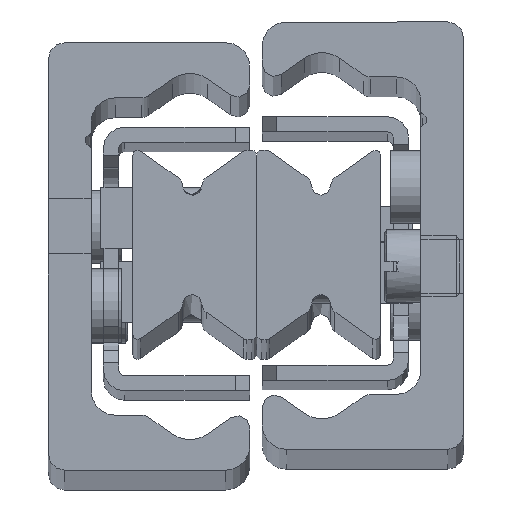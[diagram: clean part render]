
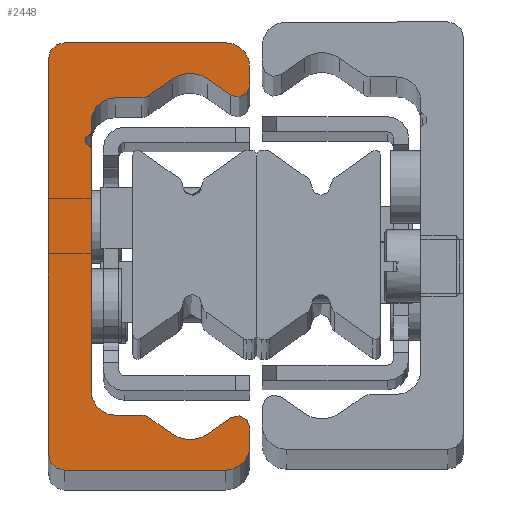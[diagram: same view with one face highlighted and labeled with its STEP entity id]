
A CAD part, top view. The second image highlights one B-rep face of the part: STEP entity #2448.
In plain terms, the highlighted planar face has unit normal (0, 0, 1).
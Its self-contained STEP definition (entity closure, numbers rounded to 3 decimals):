
#1388=CARTESIAN_POINT('',(1.299,0.,930.0));
#1389=VERTEX_POINT('',#1388);
#1390=CARTESIAN_POINT('',(-0.001,1.3,930.0));
#1391=VERTEX_POINT('',#1390);
#1392=CARTESIAN_POINT('',(1.299,1.3,930.0));
#1393=DIRECTION('',(0.0,0.0,-1.0));
#1394=DIRECTION('',(-1.0,0.0,0.0));
#1395=AXIS2_PLACEMENT_3D('',#1392,#1393,#1394);
#1396=CIRCLE('',#1395,1.3);
#1397=EDGE_CURVE('',#1389,#1391,#1396,.T.);
#1430=CARTESIAN_POINT('',(-0.001,33.7,930.0));
#1431=VERTEX_POINT('',#1430);
#1432=CARTESIAN_POINT('',(-0.001,1.3,930.0));
#1433=DIRECTION('',(0.0,1.0,0.0));
#1434=VECTOR('',#1433,32.4);
#1435=LINE('',#1432,#1434);
#1436=EDGE_CURVE('',#1391,#1431,#1435,.T.);
#1509=CARTESIAN_POINT('',(1.299,35.0,930.0));
#1510=VERTEX_POINT('',#1509);
#1511=CARTESIAN_POINT('',(1.299,33.7,930.0));
#1512=DIRECTION('',(0.0,0.0,-1.0));
#1513=DIRECTION('',(0.0,1.0,0.0));
#1514=AXIS2_PLACEMENT_3D('',#1511,#1512,#1513);
#1515=CIRCLE('',#1514,1.3);
#1516=EDGE_CURVE('',#1431,#1510,#1515,.T.);
#1542=CARTESIAN_POINT('',(14.499,35.0,930.0));
#1543=VERTEX_POINT('',#1542);
#1544=CARTESIAN_POINT('',(1.299,35.0,930.0));
#1545=DIRECTION('',(1.0,0.0,0.0));
#1546=VECTOR('',#1545,13.2);
#1547=LINE('',#1544,#1546);
#1548=EDGE_CURVE('',#1510,#1543,#1547,.T.);
#1573=CARTESIAN_POINT('',(16.499,33.0,930.0));
#1574=VERTEX_POINT('',#1573);
#1575=CARTESIAN_POINT('',(14.499,33.0,930.0));
#1576=DIRECTION('',(0.0,0.0,-1.0));
#1577=DIRECTION('',(1.0,0.0,0.0));
#1578=AXIS2_PLACEMENT_3D('',#1575,#1576,#1577);
#1579=CIRCLE('',#1578,2.0);
#1580=EDGE_CURVE('',#1543,#1574,#1579,.T.);
#1606=CARTESIAN_POINT('',(16.499,31.542,930.0));
#1607=VERTEX_POINT('',#1606);
#1608=CARTESIAN_POINT('',(16.499,33.0,930.0));
#1609=DIRECTION('',(0.0,-1.0,0.0));
#1610=VECTOR('',#1609,1.458);
#1611=LINE('',#1608,#1610);
#1612=EDGE_CURVE('',#1574,#1607,#1611,.T.);
#1637=CARTESIAN_POINT('',(14.926,30.723,930.0));
#1638=VERTEX_POINT('',#1637);
#1639=CARTESIAN_POINT('',(15.499,31.542,930.0));
#1640=DIRECTION('',(0.0,0.0,-1.0));
#1641=DIRECTION('',(-0.574,-0.819,0.0));
#1642=AXIS2_PLACEMENT_3D('',#1639,#1640,#1641);
#1643=CIRCLE('',#1642,1.);
#1644=EDGE_CURVE('',#1607,#1638,#1643,.T.);
#1670=CARTESIAN_POINT('',(13.033,32.048,930.0));
#1671=VERTEX_POINT('',#1670);
#1672=CARTESIAN_POINT('',(14.926,30.723,930.0));
#1673=DIRECTION('',(-0.819,0.574,0.0));
#1674=VECTOR('',#1673,2.31);
#1675=LINE('',#1672,#1674);
#1676=EDGE_CURVE('',#1638,#1671,#1675,.T.);
#1701=CARTESIAN_POINT('',(10.165,32.048,930.0));
#1702=VERTEX_POINT('',#1701);
#1703=CARTESIAN_POINT('',(11.599,30.0,930.0));
#1704=DIRECTION('',(0.0,0.0,1.));
#1705=DIRECTION('',(-0.574,-0.819,0.0));
#1706=AXIS2_PLACEMENT_3D('',#1703,#1704,#1705);
#1707=CIRCLE('',#1706,2.5);
#1708=EDGE_CURVE('',#1671,#1702,#1707,.T.);
#1734=CARTESIAN_POINT('',(8.213,30.681,930.0));
#1735=VERTEX_POINT('',#1734);
#1736=CARTESIAN_POINT('',(10.165,32.048,930.0));
#1737=DIRECTION('',(-0.819,-0.574,0.0));
#1738=VECTOR('',#1737,2.383);
#1739=LINE('',#1736,#1738);
#1740=EDGE_CURVE('',#1702,#1735,#1739,.T.);
#1765=CARTESIAN_POINT('',(7.64,30.5,930.0));
#1766=VERTEX_POINT('',#1765);
#1767=CARTESIAN_POINT('',(7.64,31.5,930.0));
#1768=DIRECTION('',(0.0,0.0,-1.0));
#1769=DIRECTION('',(0.0,-1.0,0.0));
#1770=AXIS2_PLACEMENT_3D('',#1767,#1768,#1769);
#1771=CIRCLE('',#1770,1.);
#1772=EDGE_CURVE('',#1735,#1766,#1771,.T.);
#1798=CARTESIAN_POINT('',(5.499,30.5,930.0));
#1799=VERTEX_POINT('',#1798);
#1800=CARTESIAN_POINT('',(7.64,30.5,930.0));
#1801=DIRECTION('',(-1.0,0.0,0.0));
#1802=VECTOR('',#1801,2.14);
#1803=LINE('',#1800,#1802);
#1804=EDGE_CURVE('',#1766,#1799,#1803,.T.);
#1829=CARTESIAN_POINT('',(3.499,28.5,930.0));
#1830=VERTEX_POINT('',#1829);
#1831=CARTESIAN_POINT('',(5.499,28.5,930.0));
#1832=DIRECTION('',(0.0,0.0,1.0));
#1833=DIRECTION('',(0.0,-1.0,0.0));
#1834=AXIS2_PLACEMENT_3D('',#1831,#1832,#1833);
#1835=CIRCLE('',#1834,2.0);
#1836=EDGE_CURVE('',#1799,#1830,#1835,.T.);
#1862=CARTESIAN_POINT('',(3.499,27.671,930.0));
#1863=VERTEX_POINT('',#1862);
#1864=CARTESIAN_POINT('',(3.499,28.5,930.0));
#1865=DIRECTION('',(0.0,-1.0,0.0));
#1866=VECTOR('',#1865,0.829);
#1867=LINE('',#1864,#1866);
#1868=EDGE_CURVE('',#1830,#1863,#1867,.T.);
#1893=CARTESIAN_POINT('',(3.357,27.479,930.0));
#1894=VERTEX_POINT('',#1893);
#1895=CARTESIAN_POINT('',(3.299,27.671,930.0));
#1896=DIRECTION('',(0.0,0.0,-1.0));
#1897=DIRECTION('',(0.286,-0.958,0.0));
#1898=AXIS2_PLACEMENT_3D('',#1895,#1896,#1897);
#1899=CIRCLE('',#1898,0.2);
#1900=EDGE_CURVE('',#1863,#1894,#1899,.T.);
#1926=CARTESIAN_POINT('',(3.357,26.521,930.0));
#1927=VERTEX_POINT('',#1926);
#1928=CARTESIAN_POINT('',(3.499,27.0,930.0));
#1929=DIRECTION('',(0.0,0.0,1.));
#1930=DIRECTION('',(0.286,-0.958,0.0));
#1931=AXIS2_PLACEMENT_3D('',#1928,#1929,#1930);
#1932=CIRCLE('',#1931,0.5);
#1933=EDGE_CURVE('',#1894,#1927,#1932,.T.);
#1959=CARTESIAN_POINT('',(3.499,26.329,930.0));
#1960=VERTEX_POINT('',#1959);
#1961=CARTESIAN_POINT('',(3.299,26.329,930.0));
#1962=DIRECTION('',(0.0,0.0,-1.0));
#1963=DIRECTION('',(1.0,0.0,0.0));
#1964=AXIS2_PLACEMENT_3D('',#1961,#1962,#1963);
#1965=CIRCLE('',#1964,0.2);
#1966=EDGE_CURVE('',#1927,#1960,#1965,.T.);
#1992=CARTESIAN_POINT('',(3.499,6.5,930.0));
#1993=VERTEX_POINT('',#1992);
#1994=CARTESIAN_POINT('',(3.499,26.329,930.0));
#1995=DIRECTION('',(0.0,-1.0,0.0));
#1996=VECTOR('',#1995,19.829);
#1997=LINE('',#1994,#1996);
#1998=EDGE_CURVE('',#1960,#1993,#1997,.T.);
#2071=CARTESIAN_POINT('',(5.499,4.5,930.0));
#2072=VERTEX_POINT('',#2071);
#2073=CARTESIAN_POINT('',(5.499,6.5,930.0));
#2074=DIRECTION('',(0.0,0.0,1.0));
#2075=DIRECTION('',(1.0,0.0,0.0));
#2076=AXIS2_PLACEMENT_3D('',#2073,#2074,#2075);
#2077=CIRCLE('',#2076,2.0);
#2078=EDGE_CURVE('',#1993,#2072,#2077,.T.);
#2104=CARTESIAN_POINT('',(7.64,4.5,930.0));
#2105=VERTEX_POINT('',#2104);
#2106=CARTESIAN_POINT('',(5.499,4.5,930.0));
#2107=DIRECTION('',(1.0,0.0,0.0));
#2108=VECTOR('',#2107,2.14);
#2109=LINE('',#2106,#2108);
#2110=EDGE_CURVE('',#2072,#2105,#2109,.T.);
#2135=CARTESIAN_POINT('',(8.213,4.319,930.0));
#2136=VERTEX_POINT('',#2135);
#2137=CARTESIAN_POINT('',(7.64,3.5,930.0));
#2138=DIRECTION('',(0.0,0.0,-1.0));
#2139=DIRECTION('',(0.574,0.819,0.0));
#2140=AXIS2_PLACEMENT_3D('',#2137,#2138,#2139);
#2141=CIRCLE('',#2140,1.);
#2142=EDGE_CURVE('',#2105,#2136,#2141,.T.);
#2168=CARTESIAN_POINT('',(10.165,2.952,930.0));
#2169=VERTEX_POINT('',#2168);
#2170=CARTESIAN_POINT('',(8.213,4.319,930.0));
#2171=DIRECTION('',(0.819,-0.574,0.0));
#2172=VECTOR('',#2171,2.383);
#2173=LINE('',#2170,#2172);
#2174=EDGE_CURVE('',#2136,#2169,#2173,.T.);
#2199=CARTESIAN_POINT('',(13.033,2.952,930.0));
#2200=VERTEX_POINT('',#2199);
#2201=CARTESIAN_POINT('',(11.599,5.,930.0));
#2202=DIRECTION('',(0.0,0.0,1.));
#2203=DIRECTION('',(0.574,0.819,0.0));
#2204=AXIS2_PLACEMENT_3D('',#2201,#2202,#2203);
#2205=CIRCLE('',#2204,2.5);
#2206=EDGE_CURVE('',#2169,#2200,#2205,.T.);
#2232=CARTESIAN_POINT('',(14.926,4.277,930.0));
#2233=VERTEX_POINT('',#2232);
#2234=CARTESIAN_POINT('',(13.033,2.952,930.0));
#2235=DIRECTION('',(0.819,0.574,0.0));
#2236=VECTOR('',#2235,2.31);
#2237=LINE('',#2234,#2236);
#2238=EDGE_CURVE('',#2200,#2233,#2237,.T.);
#2263=CARTESIAN_POINT('',(16.499,3.458,930.0));
#2264=VERTEX_POINT('',#2263);
#2265=CARTESIAN_POINT('',(15.499,3.458,930.0));
#2266=DIRECTION('',(0.0,0.0,-1.0));
#2267=DIRECTION('',(1.0,0.0,0.0));
#2268=AXIS2_PLACEMENT_3D('',#2265,#2266,#2267);
#2269=CIRCLE('',#2268,1.);
#2270=EDGE_CURVE('',#2233,#2264,#2269,.T.);
#2296=CARTESIAN_POINT('',(16.499,2.,930.0));
#2297=VERTEX_POINT('',#2296);
#2298=CARTESIAN_POINT('',(16.499,3.458,930.0));
#2299=DIRECTION('',(0.0,-1.0,0.0));
#2300=VECTOR('',#2299,1.458);
#2301=LINE('',#2298,#2300);
#2302=EDGE_CURVE('',#2264,#2297,#2301,.T.);
#2327=CARTESIAN_POINT('',(14.499,0.,930.0));
#2328=VERTEX_POINT('',#2327);
#2329=CARTESIAN_POINT('',(14.499,2.,930.0));
#2330=DIRECTION('',(0.0,0.0,-1.0));
#2331=DIRECTION('',(0.0,-1.0,0.0));
#2332=AXIS2_PLACEMENT_3D('',#2329,#2330,#2331);
#2333=CIRCLE('',#2332,2.0);
#2334=EDGE_CURVE('',#2297,#2328,#2333,.T.);
#2360=CARTESIAN_POINT('',(14.499,0.,930.0));
#2361=DIRECTION('',(-1.0,0.0,0.0));
#2362=VECTOR('',#2361,13.2);
#2363=LINE('',#2360,#2362);
#2364=EDGE_CURVE('',#2328,#1389,#2363,.T.);
#2413=CARTESIAN_POINT('',(5.933,17.534,930.0));
#2414=DIRECTION('',(0.0,0.0,1.0));
#2415=DIRECTION('',(1.0,0.0,0.0));
#2416=AXIS2_PLACEMENT_3D('',#2413,#2414,#2415);
#2417=PLANE('',#2416);
#2418=ORIENTED_EDGE('',*,*,#1397,.F.);
#2419=ORIENTED_EDGE('',*,*,#2364,.F.);
#2420=ORIENTED_EDGE('',*,*,#2334,.F.);
#2421=ORIENTED_EDGE('',*,*,#2302,.F.);
#2422=ORIENTED_EDGE('',*,*,#2270,.F.);
#2423=ORIENTED_EDGE('',*,*,#2238,.F.);
#2424=ORIENTED_EDGE('',*,*,#2206,.F.);
#2425=ORIENTED_EDGE('',*,*,#2174,.F.);
#2426=ORIENTED_EDGE('',*,*,#2142,.F.);
#2427=ORIENTED_EDGE('',*,*,#2110,.F.);
#2428=ORIENTED_EDGE('',*,*,#2078,.F.);
#2429=ORIENTED_EDGE('',*,*,#1998,.F.);
#2430=ORIENTED_EDGE('',*,*,#1966,.F.);
#2431=ORIENTED_EDGE('',*,*,#1933,.F.);
#2432=ORIENTED_EDGE('',*,*,#1900,.F.);
#2433=ORIENTED_EDGE('',*,*,#1868,.F.);
#2434=ORIENTED_EDGE('',*,*,#1836,.F.);
#2435=ORIENTED_EDGE('',*,*,#1804,.F.);
#2436=ORIENTED_EDGE('',*,*,#1772,.F.);
#2437=ORIENTED_EDGE('',*,*,#1740,.F.);
#2438=ORIENTED_EDGE('',*,*,#1708,.F.);
#2439=ORIENTED_EDGE('',*,*,#1676,.F.);
#2440=ORIENTED_EDGE('',*,*,#1644,.F.);
#2441=ORIENTED_EDGE('',*,*,#1612,.F.);
#2442=ORIENTED_EDGE('',*,*,#1580,.F.);
#2443=ORIENTED_EDGE('',*,*,#1548,.F.);
#2444=ORIENTED_EDGE('',*,*,#1516,.F.);
#2445=ORIENTED_EDGE('',*,*,#1436,.F.);
#2446=EDGE_LOOP('',(#2418,#2419,#2420,#2421,#2422,#2423,#2424,#2425,#2426,#2427,#2428,#2429,#2430,#2431,#2432,#2433,#2434,#2435,#2436,#2437,#2438,#2439,#2440,#2441,#2442,#2443,#2444,#2445));
#2447=FACE_OUTER_BOUND('',#2446,.T.);
#2448=ADVANCED_FACE('',(#2447),#2417,.T.);
